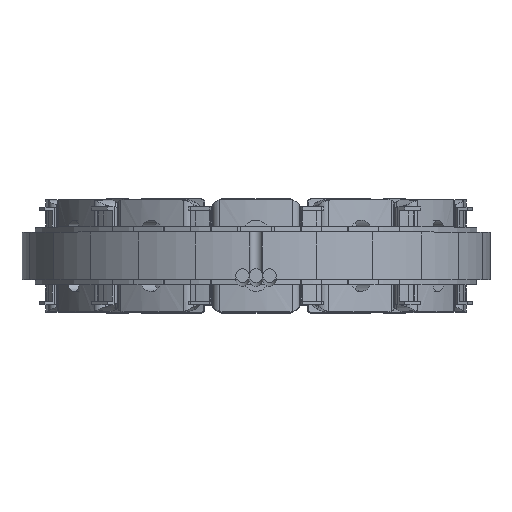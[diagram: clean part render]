
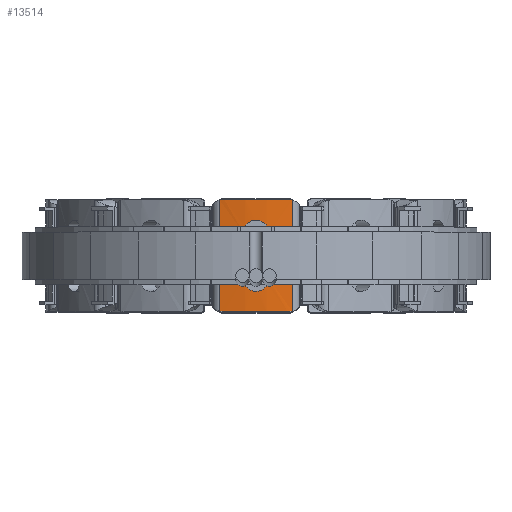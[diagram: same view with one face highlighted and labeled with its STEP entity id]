
A CAD part, top view. The second image highlights one B-rep face of the part: STEP entity #13514.
In plain terms, the highlighted cylindrical face has radius 31.489 mm (diameter 62.977 mm), a partial arc.
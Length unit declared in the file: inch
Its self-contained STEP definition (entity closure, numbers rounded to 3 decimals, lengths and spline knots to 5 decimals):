
#129=B_SPLINE_CURVE_WITH_KNOTS('',3,(#23439,#23440,#23441,#23442),
 .UNSPECIFIED.,.F.,.F.,(4,4),(-0.39197,-0.32098),
 .UNSPECIFIED.);
#130=B_SPLINE_CURVE_WITH_KNOTS('',3,(#23446,#23447,#23448,#23449),
 .UNSPECIFIED.,.F.,.F.,(4,4),(-0.07118,0.),.UNSPECIFIED.);
#131=B_SPLINE_CURVE_WITH_KNOTS('',3,(#23453,#23454,#23455,#23456),
 .UNSPECIFIED.,.F.,.F.,(4,4),(-0.39197,-0.32098),
 .UNSPECIFIED.);
#132=B_SPLINE_CURVE_WITH_KNOTS('',3,(#23459,#23460,#23461,#23462),
 .UNSPECIFIED.,.F.,.F.,(4,4),(-0.07118,0.),.UNSPECIFIED.);
#133=B_SPLINE_CURVE_WITH_KNOTS('',3,(#23465,#23466,#23467,#23468,#23469,
#23470,#23471,#23472,#23473,#23474,#23475,#23476,#23477,#23478,#23479,#23480,
#23481,#23482),.UNSPECIFIED.,.F.,.F.,(4,2,2,2,2,2,2,2,4),(-0.57422,
-0.50244,-0.43067,-0.35889,-0.28711,
-0.21533,-0.14356,-0.07178,0.),
 .UNSPECIFIED.);
#134=B_SPLINE_CURVE_WITH_KNOTS('',3,(#23486,#23487,#23488,#23489,#23490,
#23491,#23492,#23493,#23494,#23495,#23496,#23497,#23498,#23499,#23500,#23501,
#23502,#23503),.UNSPECIFIED.,.F.,.F.,(4,2,2,2,2,2,2,2,4),(-0.57422,
-0.50244,-0.43067,-0.35889,-0.28711,
-0.21533,-0.14356,-0.07178,0.),
 .UNSPECIFIED.);
#200=FACE_BOUND('',#1908,.T.);
#1202=FACE_OUTER_BOUND('',#1907,.T.);
#1907=EDGE_LOOP('',(#12393,#12394,#12395,#12396,#12397,#12398,#12399,#12400));
#1908=EDGE_LOOP('',(#12401,#12402,#12403,#12404));
#2576=CIRCLE('',#15014,1.23971);
#2577=CIRCLE('',#15015,1.23971);
#3841=LINE('',#23424,#5118);
#3843=LINE('',#23451,#5120);
#3844=LINE('',#23484,#5121);
#3845=LINE('',#23504,#5122);
#5118=VECTOR('',#18961,0.3937);
#5120=VECTOR('',#18967,0.3937);
#5121=VECTOR('',#18970,0.3937);
#5122=VECTOR('',#18971,0.3937);
#6433=VERTEX_POINT('',#23410);
#6434=VERTEX_POINT('',#23423);
#6436=VERTEX_POINT('',#23438);
#6437=VERTEX_POINT('',#23443);
#6438=VERTEX_POINT('',#23445);
#6439=VERTEX_POINT('',#23450);
#6440=VERTEX_POINT('',#23452);
#6441=VERTEX_POINT('',#23457);
#6442=VERTEX_POINT('',#23463);
#6443=VERTEX_POINT('',#23464);
#6444=VERTEX_POINT('',#23483);
#6445=VERTEX_POINT('',#23485);
#8424=EDGE_CURVE('',#6433,#6434,#3841,.T.);
#8427=EDGE_CURVE('',#6436,#6433,#129,.T.);
#8428=EDGE_CURVE('',#6437,#6436,#2576,.T.);
#8429=EDGE_CURVE('',#6438,#6437,#130,.T.);
#8430=EDGE_CURVE('',#6439,#6438,#3843,.T.);
#8431=EDGE_CURVE('',#6440,#6439,#131,.T.);
#8432=EDGE_CURVE('',#6441,#6440,#2577,.T.);
#8433=EDGE_CURVE('',#6434,#6441,#132,.T.);
#8434=EDGE_CURVE('',#6442,#6443,#133,.T.);
#8435=EDGE_CURVE('',#6444,#6442,#3844,.T.);
#8436=EDGE_CURVE('',#6445,#6444,#134,.T.);
#8437=EDGE_CURVE('',#6443,#6445,#3845,.T.);
#12393=ORIENTED_EDGE('',*,*,#8424,.F.);
#12394=ORIENTED_EDGE('',*,*,#8427,.F.);
#12395=ORIENTED_EDGE('',*,*,#8428,.F.);
#12396=ORIENTED_EDGE('',*,*,#8429,.F.);
#12397=ORIENTED_EDGE('',*,*,#8430,.F.);
#12398=ORIENTED_EDGE('',*,*,#8431,.F.);
#12399=ORIENTED_EDGE('',*,*,#8432,.F.);
#12400=ORIENTED_EDGE('',*,*,#8433,.F.);
#12401=ORIENTED_EDGE('',*,*,#8434,.F.);
#12402=ORIENTED_EDGE('',*,*,#8435,.F.);
#12403=ORIENTED_EDGE('',*,*,#8436,.F.);
#12404=ORIENTED_EDGE('',*,*,#8437,.F.);
#12835=CYLINDRICAL_SURFACE('',#15013,1.23971);
#13514=ADVANCED_FACE('',(#1202,#200),#12835,.T.);
#15013=AXIS2_PLACEMENT_3D('',#23437,#18963,#18964);
#15014=AXIS2_PLACEMENT_3D('',#23444,#18965,#18966);
#15015=AXIS2_PLACEMENT_3D('',#23458,#18968,#18969);
#18961=DIRECTION('',(0.,0.,-1.));
#18963=DIRECTION('center_axis',(0.,0.,1.));
#18964=DIRECTION('ref_axis',(-1.,0.,0.));
#18965=DIRECTION('center_axis',(0.,0.,1.));
#18966=DIRECTION('ref_axis',(-1.,0.,0.));
#18967=DIRECTION('',(0.,0.,1.));
#18968=DIRECTION('center_axis',(0.,0.,-1.));
#18969=DIRECTION('ref_axis',(-1.,0.,0.));
#18970=DIRECTION('',(0.,0.,-1.));
#18971=DIRECTION('',(0.,0.,1.));
#23410=CARTESIAN_POINT('',(-0.21362,1.22117,0.32694));
#23423=CARTESIAN_POINT('',(-0.21362,1.22117,-0.32694));
#23424=CARTESIAN_POINT('',(-0.21362,1.22117,0.));
#23437=CARTESIAN_POINT('Origin',(0.,0.,0.));
#23438=CARTESIAN_POINT('',(-0.18628,1.22564,0.33));
#23439=CARTESIAN_POINT('Ctrl Pts',(-0.18628,1.22564,0.33));
#23440=CARTESIAN_POINT('Ctrl Pts',(-0.19549,1.22424,
0.33));
#23441=CARTESIAN_POINT('Ctrl Pts',(-0.20463,1.22274,
0.32891));
#23442=CARTESIAN_POINT('Ctrl Pts',(-0.21356,1.22119,
0.32681));
#23443=CARTESIAN_POINT('',(0.18628,1.22564,0.33));
#23444=CARTESIAN_POINT('Origin',(0.,0.,0.33));
#23445=CARTESIAN_POINT('',(0.21362,1.22117,0.32694));
#23446=CARTESIAN_POINT('Ctrl Pts',(0.21362,1.22117,0.32694));
#23447=CARTESIAN_POINT('Ctrl Pts',(0.20468,1.22273,0.32897));
#23448=CARTESIAN_POINT('Ctrl Pts',(0.19552,1.22423,0.33));
#23449=CARTESIAN_POINT('Ctrl Pts',(0.18628,1.22564,0.33));
#23450=CARTESIAN_POINT('',(0.21362,1.22117,-0.32694));
#23451=CARTESIAN_POINT('',(0.21362,1.22117,0.));
#23452=CARTESIAN_POINT('',(0.18628,1.22564,-0.33));
#23453=CARTESIAN_POINT('Ctrl Pts',(0.18628,1.22564,-0.33));
#23454=CARTESIAN_POINT('Ctrl Pts',(0.19549,1.22424,-0.33));
#23455=CARTESIAN_POINT('Ctrl Pts',(0.20463,1.22274,-0.32891));
#23456=CARTESIAN_POINT('Ctrl Pts',(0.21356,1.22119,-0.32681));
#23457=CARTESIAN_POINT('',(-0.18628,1.22564,-0.33));
#23458=CARTESIAN_POINT('Origin',(0.,0.,-0.33));
#23459=CARTESIAN_POINT('Ctrl Pts',(-0.21362,1.22117,-0.32694));
#23460=CARTESIAN_POINT('Ctrl Pts',(-0.20468,1.22273,
-0.32897));
#23461=CARTESIAN_POINT('Ctrl Pts',(-0.19552,1.22423,
-0.33));
#23462=CARTESIAN_POINT('Ctrl Pts',(-0.18628,1.22564,
-0.33));
#23463=CARTESIAN_POINT('',(0.075,1.23744,-0.135));
#23464=CARTESIAN_POINT('',(-0.075,1.23744,-0.135));
#23465=CARTESIAN_POINT('Ctrl Pts',(0.075,1.23744,
-0.135));
#23466=CARTESIAN_POINT('Ctrl Pts',(0.075,1.23744,
-0.14442));
#23467=CARTESIAN_POINT('Ctrl Pts',(0.07312,1.23756,
-0.15447));
#23468=CARTESIAN_POINT('Ctrl Pts',(0.06546,1.23799,
-0.17294));
#23469=CARTESIAN_POINT('Ctrl Pts',(0.05969,1.23829,-0.18138));
#23470=CARTESIAN_POINT('Ctrl Pts',(0.04638,1.23886,
-0.19469));
#23471=CARTESIAN_POINT('Ctrl Pts',(0.03794,1.23917,
-0.20046));
#23472=CARTESIAN_POINT('Ctrl Pts',(0.01947,1.23959,
-0.20812));
#23473=CARTESIAN_POINT('Ctrl Pts',(0.00942,1.23971,
-0.21));
#23474=CARTESIAN_POINT('Ctrl Pts',(-0.00942,1.23971,
-0.21));
#23475=CARTESIAN_POINT('Ctrl Pts',(-0.01947,1.23959,
-0.20812));
#23476=CARTESIAN_POINT('Ctrl Pts',(-0.03794,1.23917,
-0.20046));
#23477=CARTESIAN_POINT('Ctrl Pts',(-0.04638,1.23886,
-0.19469));
#23478=CARTESIAN_POINT('Ctrl Pts',(-0.05969,1.23829,
-0.18138));
#23479=CARTESIAN_POINT('Ctrl Pts',(-0.06546,1.23799,
-0.17294));
#23480=CARTESIAN_POINT('Ctrl Pts',(-0.07312,1.23756,
-0.15447));
#23481=CARTESIAN_POINT('Ctrl Pts',(-0.075,1.23744,
-0.14442));
#23482=CARTESIAN_POINT('Ctrl Pts',(-0.075,1.23744,
-0.135));
#23483=CARTESIAN_POINT('',(0.075,1.23744,0.135));
#23484=CARTESIAN_POINT('',(0.075,1.23744,0.));
#23485=CARTESIAN_POINT('',(-0.075,1.23744,0.135));
#23486=CARTESIAN_POINT('Ctrl Pts',(-0.075,1.23744,
0.135));
#23487=CARTESIAN_POINT('Ctrl Pts',(-0.075,1.23744,
0.14442));
#23488=CARTESIAN_POINT('Ctrl Pts',(-0.07312,1.23756,
0.15447));
#23489=CARTESIAN_POINT('Ctrl Pts',(-0.06546,1.23799,
0.17294));
#23490=CARTESIAN_POINT('Ctrl Pts',(-0.05969,1.23829,
0.18138));
#23491=CARTESIAN_POINT('Ctrl Pts',(-0.04638,1.23886,
0.19469));
#23492=CARTESIAN_POINT('Ctrl Pts',(-0.03794,1.23917,
0.20046));
#23493=CARTESIAN_POINT('Ctrl Pts',(-0.01947,1.23959,
0.20812));
#23494=CARTESIAN_POINT('Ctrl Pts',(-0.00942,1.23971,
0.21));
#23495=CARTESIAN_POINT('Ctrl Pts',(0.00942,1.23971,
0.21));
#23496=CARTESIAN_POINT('Ctrl Pts',(0.01947,1.23959,
0.20812));
#23497=CARTESIAN_POINT('Ctrl Pts',(0.03794,1.23917,
0.20046));
#23498=CARTESIAN_POINT('Ctrl Pts',(0.04638,1.23886,
0.19469));
#23499=CARTESIAN_POINT('Ctrl Pts',(0.05969,1.23829,0.18138));
#23500=CARTESIAN_POINT('Ctrl Pts',(0.06546,1.23799,
0.17294));
#23501=CARTESIAN_POINT('Ctrl Pts',(0.07312,1.23756,
0.15447));
#23502=CARTESIAN_POINT('Ctrl Pts',(0.075,1.23744,
0.14442));
#23503=CARTESIAN_POINT('Ctrl Pts',(0.075,1.23744,
0.135));
#23504=CARTESIAN_POINT('',(-0.075,1.23744,0.));
